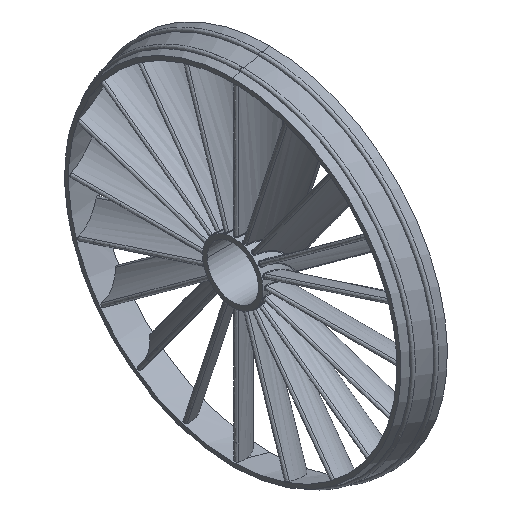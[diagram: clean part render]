
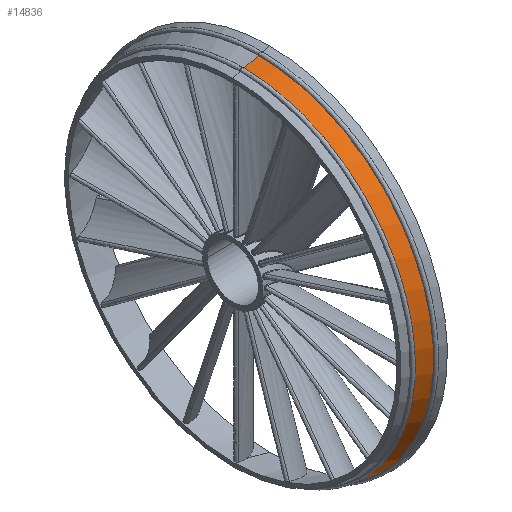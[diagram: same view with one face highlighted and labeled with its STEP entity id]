
A CAD part, isometric view. The second image highlights one B-rep face of the part: STEP entity #14836.
In plain terms, the highlighted free-form (B-spline) face has degree [2, 1] with [5, 2] control points.
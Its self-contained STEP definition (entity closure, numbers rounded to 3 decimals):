
#14744 = VERTEX_POINT('',#14745);
#14745 = CARTESIAN_POINT('',(-131.582,0.,
    3046.979));
#14754 = VERTEX_POINT('',#14755);
#14755 = CARTESIAN_POINT('',(-131.582,0.,
    -3046.979));
#14800 = EDGE_CURVE('',#14754,#14744,#14801,.T.);
#14801 = ( BOUNDED_CURVE() B_SPLINE_CURVE(2,(#14802,#14803,#14804,#14805
,#14806),.UNSPECIFIED.,.F.,.F.) B_SPLINE_CURVE_WITH_KNOTS((3,2,3),(0.,
1.571,3.142),.PIECEWISE_BEZIER_KNOTS.) CURVE() 
GEOMETRIC_REPRESENTATION_ITEM() RATIONAL_B_SPLINE_CURVE((1.,
0.707,1.,0.707,1.)) REPRESENTATION_ITEM('') );
#14802 = CARTESIAN_POINT('',(-131.582,0.,-3046.979));
#14803 = CARTESIAN_POINT('',(-131.582,-3046.979,
    -3046.979));
#14804 = CARTESIAN_POINT('',(-131.582,-3046.979,
    0.));
#14805 = CARTESIAN_POINT('',(-131.582,-3046.979,
    3046.979));
#14806 = CARTESIAN_POINT('',(-131.582,0.,
    3046.979));
#14836 = ADVANCED_FACE('',(#14837),#14862,.T.);
#14837 = FACE_BOUND('',#14838,.T.);
#14838 = EDGE_LOOP('',(#14839,#14851,#14856,#14857));
#14839 = ORIENTED_EDGE('',*,*,#14840,.T.);
#14840 = EDGE_CURVE('',#14841,#14843,#14845,.T.);
#14841 = VERTEX_POINT('',#14842);
#14842 = CARTESIAN_POINT('',(131.582,0.,
    -3117.508));
#14843 = VERTEX_POINT('',#14844);
#14844 = CARTESIAN_POINT('',(131.582,0.,
    3117.508));
#14845 = ( BOUNDED_CURVE() B_SPLINE_CURVE(2,(#14846,#14847,#14848,#14849
,#14850),.UNSPECIFIED.,.F.,.F.) B_SPLINE_CURVE_WITH_KNOTS((3,2,3),(0.,
1.571,3.142),.PIECEWISE_BEZIER_KNOTS.) CURVE() 
GEOMETRIC_REPRESENTATION_ITEM() RATIONAL_B_SPLINE_CURVE((1.,
0.707,1.,0.707,1.)) REPRESENTATION_ITEM('') );
#14846 = CARTESIAN_POINT('',(131.582,0.,-3117.508));
#14847 = CARTESIAN_POINT('',(131.582,-3117.508,
    -3117.508));
#14848 = CARTESIAN_POINT('',(131.582,-3117.508,
    0.));
#14849 = CARTESIAN_POINT('',(131.582,-3117.508,
    3117.508));
#14850 = CARTESIAN_POINT('',(131.582,0.,
    3117.508));
#14851 = ORIENTED_EDGE('',*,*,#14852,.T.);
#14852 = EDGE_CURVE('',#14843,#14744,#14853,.T.);
#14853 = B_SPLINE_CURVE_WITH_KNOTS('',1,(#14854,#14855),.UNSPECIFIED.,
  .F.,.F.,(2,2),(-0.,212.163),.PIECEWISE_BEZIER_KNOTS.);
#14854 = CARTESIAN_POINT('',(131.582,0.,
    3117.508));
#14855 = CARTESIAN_POINT('',(-131.582,0.,
    3046.979));
#14856 = ORIENTED_EDGE('',*,*,#14800,.F.);
#14857 = ORIENTED_EDGE('',*,*,#14858,.F.);
#14858 = EDGE_CURVE('',#14841,#14754,#14859,.T.);
#14859 = B_SPLINE_CURVE_WITH_KNOTS('',1,(#14860,#14861),.UNSPECIFIED.,
  .F.,.F.,(2,2),(0.,212.163),.PIECEWISE_BEZIER_KNOTS.);
#14860 = CARTESIAN_POINT('',(131.582,0.,
    -3117.508));
#14861 = CARTESIAN_POINT('',(-131.582,0.,
    -3046.979));
#14862 = ( BOUNDED_SURFACE() B_SPLINE_SURFACE(2,1,(
    (#14863,#14864)
    ,(#14865,#14866)
    ,(#14867,#14868)
    ,(#14869,#14870)
    ,(#14871,#14872
)),.UNSPECIFIED.,.F.,.F.,.F.) B_SPLINE_SURFACE_WITH_KNOTS((3,2,3),(2,2),
  (0.,1.571,3.142),(-106.082,106.082),
.PIECEWISE_BEZIER_KNOTS.) GEOMETRIC_REPRESENTATION_ITEM() 
RATIONAL_B_SPLINE_SURFACE((
    (1.,1.)
    ,(0.707,0.707)
    ,(1.,1.)
    ,(0.707,0.707)
,(1.,1.))) REPRESENTATION_ITEM('') SURFACE() );
#14863 = CARTESIAN_POINT('',(-131.582,0.,3046.979));
#14864 = CARTESIAN_POINT('',(131.582,0.,3117.508));
#14865 = CARTESIAN_POINT('',(-131.582,-3046.979,
    3046.979));
#14866 = CARTESIAN_POINT('',(131.582,-3117.508,
    3117.508));
#14867 = CARTESIAN_POINT('',(-131.582,-3046.979,
    0.));
#14868 = CARTESIAN_POINT('',(131.582,-3117.508,
    0.));
#14869 = CARTESIAN_POINT('',(-131.582,-3046.979,
    -3046.979));
#14870 = CARTESIAN_POINT('',(131.582,-3117.508,
    -3117.508));
#14871 = CARTESIAN_POINT('',(-131.582,0.,
    -3046.979));
#14872 = CARTESIAN_POINT('',(131.582,0.,
    -3117.508));
